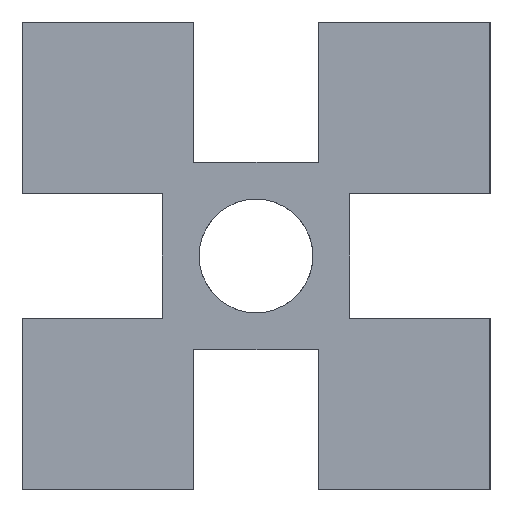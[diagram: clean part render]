
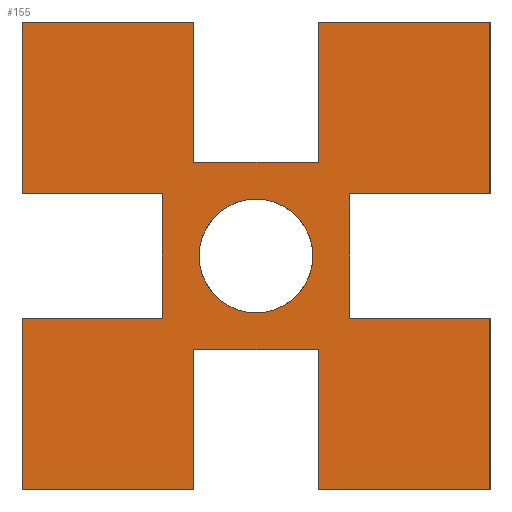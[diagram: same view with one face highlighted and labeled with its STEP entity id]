
A CAD part, left-side view. The second image highlights one B-rep face of the part: STEP entity #155.
In plain terms, the highlighted planar face has unit normal (-1, 0, 0).
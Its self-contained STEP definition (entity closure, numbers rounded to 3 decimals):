
#155=ADVANCED_FACE('',(#305,#306),#307,.F.);
#305=FACE_BOUND('',#447,.T.);
#306=FACE_OUTER_BOUND('',#448,.T.);
#307=PLANE('',#449);
#447=EDGE_LOOP('',(#895,#896));
#448=EDGE_LOOP('',(#897,#898,#899,#900,#901,#902,#903,#904,#905,#906,#907,#908,#909,#910,#911,#912,#913,#914,#915,#916));
#449=AXIS2_PLACEMENT_3D('',#917,#918,#919);
#895=ORIENTED_EDGE('',*,*,#926,.T.);
#896=ORIENTED_EDGE('',*,*,#1053,.T.);
#897=ORIENTED_EDGE('',*,*,#1017,.T.);
#898=ORIENTED_EDGE('',*,*,#1025,.T.);
#899=ORIENTED_EDGE('',*,*,#1011,.T.);
#900=ORIENTED_EDGE('',*,*,#1002,.T.);
#901=ORIENTED_EDGE('',*,*,#1057,.T.);
#902=ORIENTED_EDGE('',*,*,#1061,.T.);
#903=ORIENTED_EDGE('',*,*,#1065,.T.);
#904=ORIENTED_EDGE('',*,*,#1069,.T.);
#905=ORIENTED_EDGE('',*,*,#1073,.T.);
#906=ORIENTED_EDGE('',*,*,#1077,.T.);
#907=ORIENTED_EDGE('',*,*,#1080,.T.);
#908=ORIENTED_EDGE('',*,*,#1084,.T.);
#909=ORIENTED_EDGE('',*,*,#1087,.T.);
#910=ORIENTED_EDGE('',*,*,#1089,.T.);
#911=ORIENTED_EDGE('',*,*,#1032,.T.);
#912=ORIENTED_EDGE('',*,*,#1093,.T.);
#913=ORIENTED_EDGE('',*,*,#1097,.T.);
#914=ORIENTED_EDGE('',*,*,#1101,.T.);
#915=ORIENTED_EDGE('',*,*,#1105,.T.);
#916=ORIENTED_EDGE('',*,*,#1108,.T.);
#917=CARTESIAN_POINT('',(0.0,0.,0.));
#918=DIRECTION('',(1.0,0.0,0.0));
#919=DIRECTION('',(0.0,0.0,-1.0));
#926=EDGE_CURVE('',#1114,#1120,#1122,.T.);
#1002=EDGE_CURVE('',#1252,#1250,#1253,.T.);
#1011=EDGE_CURVE('',#1263,#1252,#1264,.T.);
#1017=EDGE_CURVE('',#1271,#1269,#1272,.T.);
#1025=EDGE_CURVE('',#1269,#1263,#1282,.T.);
#1032=EDGE_CURVE('',#1292,#1290,#1293,.T.);
#1053=EDGE_CURVE('',#1120,#1114,#1317,.T.);
#1057=EDGE_CURVE('',#1250,#1321,#1323,.T.);
#1061=EDGE_CURVE('',#1321,#1327,#1329,.T.);
#1065=EDGE_CURVE('',#1327,#1333,#1335,.T.);
#1069=EDGE_CURVE('',#1333,#1339,#1341,.T.);
#1073=EDGE_CURVE('',#1339,#1345,#1347,.T.);
#1077=EDGE_CURVE('',#1345,#1351,#1353,.T.);
#1080=EDGE_CURVE('',#1351,#1355,#1357,.T.);
#1084=EDGE_CURVE('',#1355,#1360,#1362,.T.);
#1087=EDGE_CURVE('',#1360,#1364,#1366,.T.);
#1089=EDGE_CURVE('',#1364,#1292,#1368,.T.);
#1093=EDGE_CURVE('',#1290,#1372,#1374,.T.);
#1097=EDGE_CURVE('',#1372,#1378,#1380,.T.);
#1101=EDGE_CURVE('',#1378,#1384,#1386,.T.);
#1105=EDGE_CURVE('',#1384,#1390,#1392,.T.);
#1108=EDGE_CURVE('',#1390,#1271,#1395,.T.);
#1114=VERTEX_POINT('',#1401);
#1120=VERTEX_POINT('',#1442);
#1122=CIRCLE('',#1445,3.65);
#1250=VERTEX_POINT('',#1838);
#1252=VERTEX_POINT('',#1841);
#1253=LINE('',#1842,#1843);
#1263=VERTEX_POINT('',#1858);
#1264=LINE('',#1859,#1860);
#1269=VERTEX_POINT('',#1867);
#1271=VERTEX_POINT('',#1870);
#1272=LINE('',#1871,#1872);
#1282=LINE('',#1887,#1888);
#1290=VERTEX_POINT('',#1899);
#1292=VERTEX_POINT('',#1902);
#1293=LINE('',#1903,#1904);
#1317=CIRCLE('',#1938,3.65);
#1321=VERTEX_POINT('',#1943);
#1323=LINE('',#1946,#1947);
#1327=VERTEX_POINT('',#1952);
#1329=LINE('',#1955,#1956);
#1333=VERTEX_POINT('',#1961);
#1335=LINE('',#1964,#1965);
#1339=VERTEX_POINT('',#1970);
#1341=LINE('',#1973,#1974);
#1345=VERTEX_POINT('',#1979);
#1347=LINE('',#1982,#1983);
#1351=VERTEX_POINT('',#1988);
#1353=LINE('',#1991,#1992);
#1355=VERTEX_POINT('',#1994);
#1357=LINE('',#1997,#1998);
#1360=VERTEX_POINT('',#2002);
#1362=LINE('',#2005,#2006);
#1364=VERTEX_POINT('',#2008);
#1366=LINE('',#2011,#2012);
#1368=LINE('',#2014,#2015);
#1372=VERTEX_POINT('',#2020);
#1374=LINE('',#2023,#2024);
#1378=VERTEX_POINT('',#2029);
#1380=LINE('',#2032,#2033);
#1384=VERTEX_POINT('',#2038);
#1386=LINE('',#2041,#2042);
#1390=VERTEX_POINT('',#2047);
#1392=LINE('',#2050,#2051);
#1395=LINE('',#2055,#2056);
#1401=CARTESIAN_POINT('',(0.0,0.0,-3.65));
#1442=CARTESIAN_POINT('',(0.0,0.,3.65));
#1445=AXIS2_PLACEMENT_3D('',#2062,#2063,#2064);
#1838=CARTESIAN_POINT('',(0.0,4.0,15.0));
#1841=CARTESIAN_POINT('',(0.0,4.0,6.0));
#1842=CARTESIAN_POINT('',(0.0,4.0,6.0));
#1843=VECTOR('',#2172,1.0);
#1858=CARTESIAN_POINT('',(0.0,-4.0,6.0));
#1859=CARTESIAN_POINT('',(0.0,-4.0,6.0));
#1860=VECTOR('',#2178,1.0);
#1867=CARTESIAN_POINT('',(0.0,-4.0,15.0));
#1870=CARTESIAN_POINT('',(0.0,-15.0,15.0));
#1871=CARTESIAN_POINT('',(0.0,-15.0,15.0));
#1872=VECTOR('',#2182,1.0);
#1887=CARTESIAN_POINT('',(0.0,-4.0,15.0));
#1888=VECTOR('',#2188,1.0);
#1899=CARTESIAN_POINT('',(0.0,-15.0,-15.0));
#1902=CARTESIAN_POINT('',(0.0,-4.0,-15.0));
#1903=CARTESIAN_POINT('',(0.0,-4.0,-15.0));
#1904=VECTOR('',#2193,1.0);
#1938=AXIS2_PLACEMENT_3D('',#2207,#2208,#2209);
#1943=CARTESIAN_POINT('',(0.0,15.0,15.0));
#1946=CARTESIAN_POINT('',(0.0,4.0,15.0));
#1947=VECTOR('',#2212,1.0);
#1952=CARTESIAN_POINT('',(0.0,15.0,4.0));
#1955=CARTESIAN_POINT('',(0.0,15.0,15.0));
#1956=VECTOR('',#2215,1.0);
#1961=CARTESIAN_POINT('',(0.0,6.0,4.0));
#1964=CARTESIAN_POINT('',(0.0,15.0,4.0));
#1965=VECTOR('',#2218,1.0);
#1970=CARTESIAN_POINT('',(0.0,6.0,-4.0));
#1973=CARTESIAN_POINT('',(0.0,6.0,4.0));
#1974=VECTOR('',#2221,1.0);
#1979=CARTESIAN_POINT('',(0.0,15.0,-4.0));
#1982=CARTESIAN_POINT('',(0.0,6.0,-4.0));
#1983=VECTOR('',#2224,1.0);
#1988=CARTESIAN_POINT('',(0.0,15.0,-15.0));
#1991=CARTESIAN_POINT('',(0.0,15.0,-4.0));
#1992=VECTOR('',#2227,1.0);
#1994=CARTESIAN_POINT('',(0.0,4.0,-15.0));
#1997=CARTESIAN_POINT('',(0.0,15.0,-15.0));
#1998=VECTOR('',#2229,1.0);
#2002=CARTESIAN_POINT('',(0.0,4.0,-6.0));
#2005=CARTESIAN_POINT('',(0.0,4.0,-15.0));
#2006=VECTOR('',#2232,1.0);
#2008=CARTESIAN_POINT('',(0.0,-4.0,-6.0));
#2011=CARTESIAN_POINT('',(0.0,4.0,-6.0));
#2012=VECTOR('',#2234,1.0);
#2014=CARTESIAN_POINT('',(0.0,-4.0,-6.0));
#2015=VECTOR('',#2235,1.0);
#2020=CARTESIAN_POINT('',(0.0,-15.0,-4.0));
#2023=CARTESIAN_POINT('',(0.0,-15.0,-15.0));
#2024=VECTOR('',#2238,1.0);
#2029=CARTESIAN_POINT('',(0.0,-6.0,-4.0));
#2032=CARTESIAN_POINT('',(0.0,-15.0,-4.0));
#2033=VECTOR('',#2241,1.0);
#2038=CARTESIAN_POINT('',(0.0,-6.0,4.0));
#2041=CARTESIAN_POINT('',(0.0,-6.0,-4.0));
#2042=VECTOR('',#2244,1.0);
#2047=CARTESIAN_POINT('',(0.0,-15.0,4.0));
#2050=CARTESIAN_POINT('',(0.0,-6.0,4.0));
#2051=VECTOR('',#2247,1.0);
#2055=CARTESIAN_POINT('',(0.0,-15.0,4.0));
#2056=VECTOR('',#2249,1.0);
#2062=CARTESIAN_POINT('',(0.0,0.0,0.0));
#2063=DIRECTION('',(1.0,0.0,0.0));
#2064=DIRECTION('',(0.0,0.0,-1.0));
#2172=DIRECTION('',(0.0,0.0,1.0));
#2178=DIRECTION('',(0.0,1.0,0.0));
#2182=DIRECTION('',(0.0,1.0,0.0));
#2188=DIRECTION('',(0.0,0.0,-1.0));
#2193=DIRECTION('',(0.0,-1.0,0.0));
#2207=CARTESIAN_POINT('',(0.0,0.0,0.0));
#2208=DIRECTION('',(1.0,0.0,0.0));
#2209=DIRECTION('',(0.0,0.0,-1.0));
#2212=DIRECTION('',(0.0,1.0,0.0));
#2215=DIRECTION('',(0.0,0.0,-1.0));
#2218=DIRECTION('',(0.0,-1.0,0.0));
#2221=DIRECTION('',(0.0,0.0,-1.0));
#2224=DIRECTION('',(0.0,1.0,0.0));
#2227=DIRECTION('',(0.0,0.0,-1.0));
#2229=DIRECTION('',(0.0,-1.0,0.0));
#2232=DIRECTION('',(0.0,0.0,1.0));
#2234=DIRECTION('',(0.0,-1.0,0.0));
#2235=DIRECTION('',(0.0,0.0,-1.0));
#2238=DIRECTION('',(0.0,0.0,1.0));
#2241=DIRECTION('',(0.0,1.0,0.0));
#2244=DIRECTION('',(0.0,0.0,1.0));
#2247=DIRECTION('',(0.0,-1.0,0.0));
#2249=DIRECTION('',(0.0,0.0,1.0));
